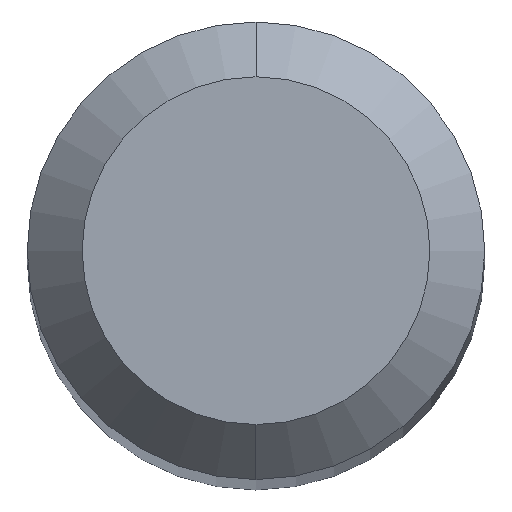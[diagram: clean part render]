
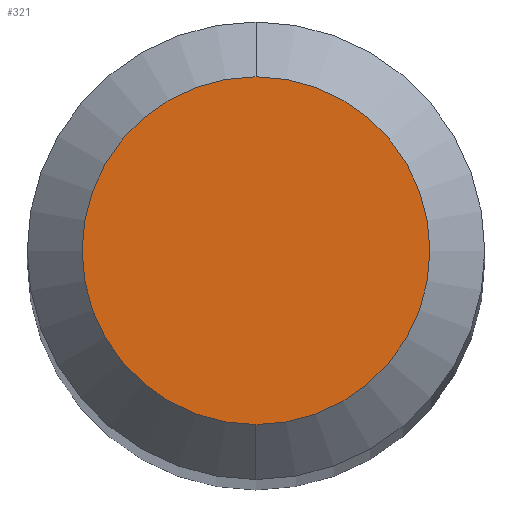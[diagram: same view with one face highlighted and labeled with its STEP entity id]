
A CAD part, top view. The second image highlights one B-rep face of the part: STEP entity #321.
In plain terms, the highlighted planar face has unit normal (0, 0, 1).
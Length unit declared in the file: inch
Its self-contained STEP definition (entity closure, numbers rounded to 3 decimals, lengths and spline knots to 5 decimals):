
#5 = FACE_OUTER_BOUND ( 'NONE', #432, .T. ) ;
#25 = CARTESIAN_POINT ( 'NONE',  ( 0., 0.0475, 0. ) ) ;
#67 = AXIS2_PLACEMENT_3D ( 'NONE', #532, #470, #85 ) ;
#78 = CIRCLE ( 'NONE', #67, 0.0475 ) ;
#85 = DIRECTION ( 'NONE',  ( 0., -1., 0. ) ) ;
#112 = DIRECTION ( 'NONE',  ( 0., 1., 0. ) ) ;
#151 = CARTESIAN_POINT ( 'NONE',  ( 0., 0., 0. ) ) ;
#178 = AXIS2_PLACEMENT_3D ( 'NONE', #151, #505, #281 ) ;
#192 = AXIS2_PLACEMENT_3D ( 'NONE', #376, #553, #112 ) ;
#281 = DIRECTION ( 'NONE',  ( 0., -1., 0. ) ) ;
#318 = VERTEX_POINT ( 'NONE', #25 ) ;
#321 = ADVANCED_FACE ( 'NONE', ( #5 ), #420, .F. ) ;
#376 = CARTESIAN_POINT ( 'NONE',  ( 0., 0.0475, 0. ) ) ;
#420 = PLANE ( 'NONE',  #192 ) ;
#423 = CARTESIAN_POINT ( 'NONE',  ( 0., -0.0475, 0. ) ) ;
#426 = CIRCLE ( 'NONE', #178, 0.0475 ) ;
#432 = EDGE_LOOP ( 'NONE', ( #444, #543 ) ) ;
#444 = ORIENTED_EDGE ( 'NONE', *, *, #485, .T. ) ;
#466 = VERTEX_POINT ( 'NONE', #423 ) ;
#470 = DIRECTION ( 'NONE',  ( 0., 0., 1. ) ) ;
#485 = EDGE_CURVE ( 'NONE', #318, #466, #426, .T. ) ;
#505 = DIRECTION ( 'NONE',  ( 0., 0., 1. ) ) ;
#532 = CARTESIAN_POINT ( 'NONE',  ( 0., 0., 0. ) ) ;
#543 = ORIENTED_EDGE ( 'NONE', *, *, #561, .T. ) ;
#553 = DIRECTION ( 'NONE',  ( 0., 0., -1. ) ) ;
#561 = EDGE_CURVE ( 'NONE', #466, #318, #78, .T. ) ;
